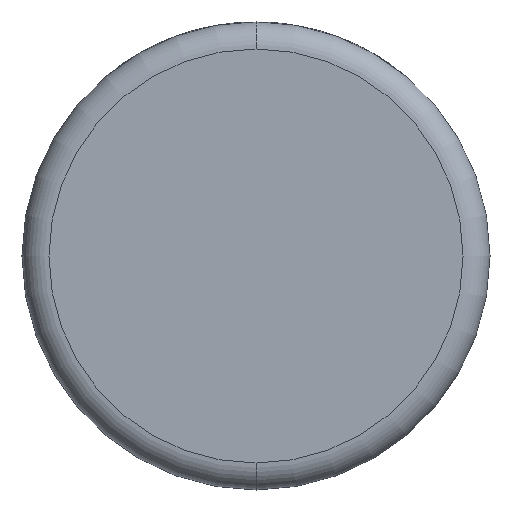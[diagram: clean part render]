
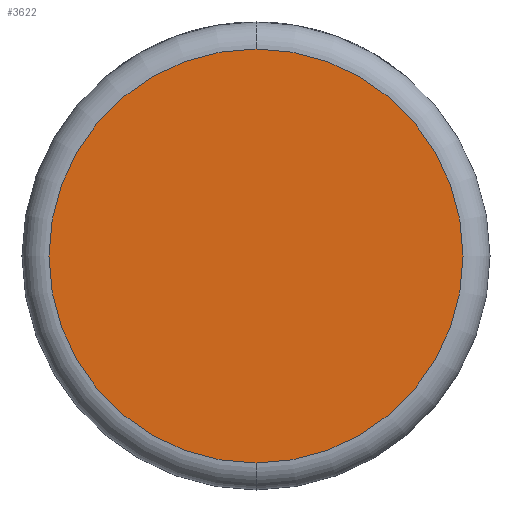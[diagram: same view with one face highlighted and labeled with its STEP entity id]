
A CAD part, front view. The second image highlights one B-rep face of the part: STEP entity #3622.
In plain terms, the highlighted planar face has unit normal (0, -1, 0).
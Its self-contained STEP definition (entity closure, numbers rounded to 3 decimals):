
#48 = DIRECTION ( 'NONE',  ( 0., -1., 0. ) ) ;
#268 = VERTEX_POINT ( 'NONE', #4805 ) ;
#416 = DIRECTION ( 'NONE',  ( 0., 0., 1. ) ) ;
#543 = EDGE_CURVE ( 'NONE', #3242, #268, #1322, .T. ) ;
#604 = DIRECTION ( 'NONE',  ( 0., 0., 1. ) ) ;
#1322 = CIRCLE ( 'NONE', #2668, 13.493 ) ;
#1527 = DIRECTION ( 'NONE',  ( 0., 0., 1. ) ) ;
#1636 = CIRCLE ( 'NONE', #2849, 13.493 ) ;
#1829 = PLANE ( 'NONE',  #4804 ) ;
#2024 = FACE_OUTER_BOUND ( 'NONE', #3595, .T. ) ;
#2061 = DIRECTION ( 'NONE',  ( 0., -1., 0. ) ) ;
#2437 = CARTESIAN_POINT ( 'NONE',  ( 0., 0., 0. ) ) ;
#2550 = ORIENTED_EDGE ( 'NONE', *, *, #2650, .T. ) ;
#2639 = CARTESIAN_POINT ( 'NONE',  ( 0., 0., 13.493 ) ) ;
#2650 = EDGE_CURVE ( 'NONE', #268, #3242, #1636, .T. ) ;
#2668 = AXIS2_PLACEMENT_3D ( 'NONE', #2437, #2061, #604 ) ;
#2686 = DIRECTION ( 'NONE',  ( 0., 1., 0. ) ) ;
#2849 = AXIS2_PLACEMENT_3D ( 'NONE', #2995, #48, #1527 ) ;
#2995 = CARTESIAN_POINT ( 'NONE',  ( 0., 0., 0. ) ) ;
#3026 = CARTESIAN_POINT ( 'NONE',  ( 0., 0., 0. ) ) ;
#3242 = VERTEX_POINT ( 'NONE', #2639 ) ;
#3595 = EDGE_LOOP ( 'NONE', ( #3673, #2550 ) ) ;
#3622 = ADVANCED_FACE ( 'NONE', ( #2024 ), #1829, .F. ) ;
#3673 = ORIENTED_EDGE ( 'NONE', *, *, #543, .T. ) ;
#4804 = AXIS2_PLACEMENT_3D ( 'NONE', #3026, #2686, #416 ) ;
#4805 = CARTESIAN_POINT ( 'NONE',  ( 0., 0., -13.493 ) ) ;
